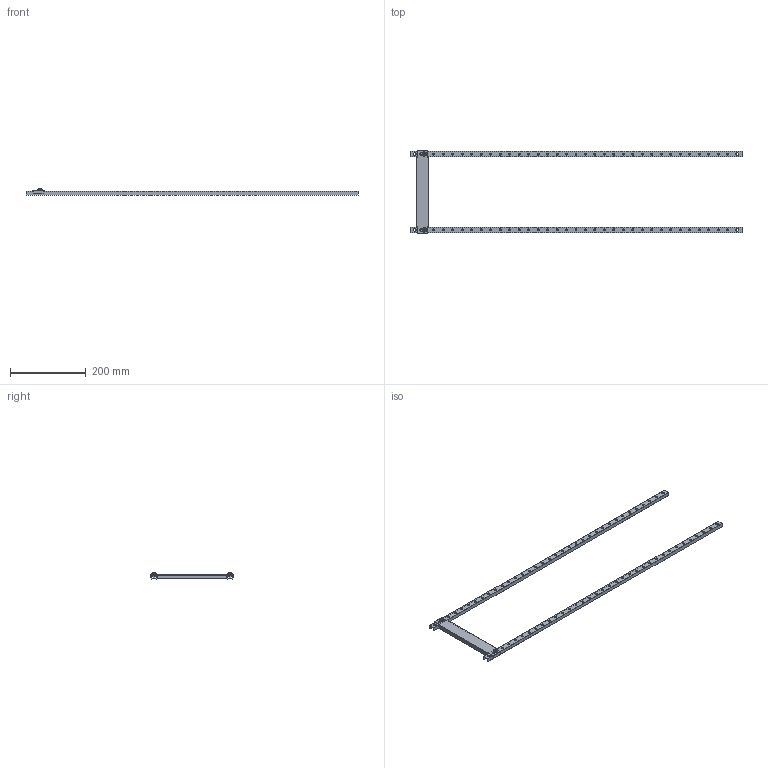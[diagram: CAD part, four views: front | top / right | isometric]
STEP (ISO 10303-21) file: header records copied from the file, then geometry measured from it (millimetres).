
FILE_DESCRIPTION (( 'STEP AP203' ), '1' );
FILE_NAME ('FO-00-PLT-040-100 FORMAT Ïàíåëü íèæíÿÿ íàáîðíàÿ â øêàô 400õ1000 IEK.STEP', '2024-07-04T09:08:44', ( '' ), ( '' ), 'SwSTEP 2.0', 'SolidWorks 2022', '' );
FILE_SCHEMA (( 'CONFIG_CONTROL_DESIGN' ));
Length unit declared in the file: millimetre
Products named in the file (1): FO-00-PLT-040-100 FORMAT Панель нижняя наборная в шкаф 400х1000 IEK
Bounding box: 875 x 220 x 16.5 mm (x, y, z)
Volume: 98649.3 mm3; surface area: 138980.5 mm2
Topology: 5 solids, 5 shells, 284 faces, 794 edges, 524 vertices
Faces by surface type: cylinder 182, plane 86, cone 8, torus 8
Entity records: 9655 total; most frequent: DIRECTION 1752, CARTESIAN_POINT 1603, ORIENTED_EDGE 1588, EDGE_CURVE 794, AXIS2_PLACEMENT_3D 673, VERTEX_POINT 524, EDGE_LOOP 432, LINE 406
